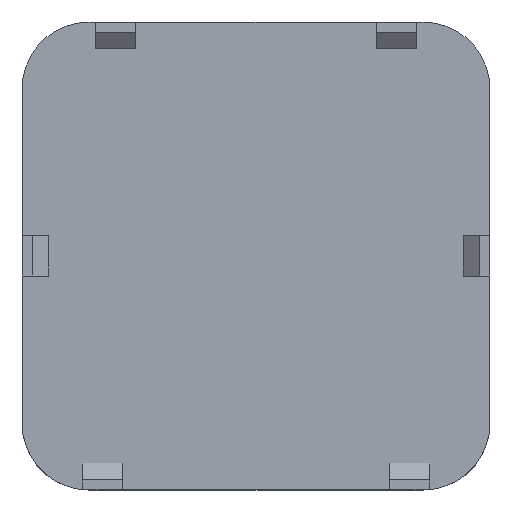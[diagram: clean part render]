
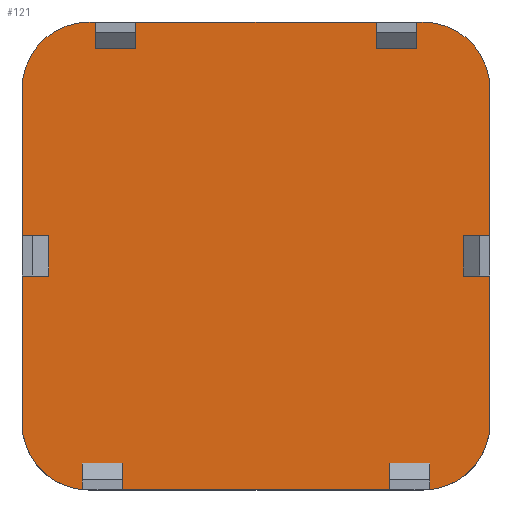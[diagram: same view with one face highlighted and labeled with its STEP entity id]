
A CAD part, top view. The second image highlights one B-rep face of the part: STEP entity #121.
In plain terms, the highlighted planar face has unit normal (0, 0, 1).
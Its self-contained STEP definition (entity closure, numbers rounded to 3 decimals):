
#21 = EDGE_CURVE('',#22,#24,#26,.T.);
#22 = VERTEX_POINT('',#23);
#23 = CARTESIAN_POINT('',(12.5,17.5,0.));
#24 = VERTEX_POINT('',#25);
#25 = CARTESIAN_POINT('',(12.,17.5,0.));
#26 = LINE('',#27,#28);
#27 = CARTESIAN_POINT('',(17.5,17.5,0.));
#28 = VECTOR('',#29,1.);
#29 = DIRECTION('',(-1.,0.,0.));
#48 = VERTEX_POINT('',#49);
#49 = CARTESIAN_POINT('',(-12.5,17.5,0.));
#55 = EDGE_CURVE('',#56,#48,#58,.T.);
#56 = VERTEX_POINT('',#57);
#57 = CARTESIAN_POINT('',(-12.,17.5,0.));
#58 = LINE('',#59,#60);
#59 = CARTESIAN_POINT('',(17.5,17.5,0.));
#60 = VECTOR('',#61,1.);
#61 = DIRECTION('',(-1.,0.,0.));
#80 = VERTEX_POINT('',#81);
#81 = CARTESIAN_POINT('',(-9.,17.5,0.));
#87 = EDGE_CURVE('',#88,#80,#90,.T.);
#88 = VERTEX_POINT('',#89);
#89 = CARTESIAN_POINT('',(9.,17.5,0.));
#90 = LINE('',#91,#92);
#91 = CARTESIAN_POINT('',(17.5,17.5,0.));
#92 = VECTOR('',#93,1.);
#93 = DIRECTION('',(-1.,0.,0.));
#121 = ADVANCED_FACE('',(#122),#341,.T.);
#122 = FACE_BOUND('',#123,.T.);
#123 = EDGE_LOOP('',(#124,#125,#134,#142,#150,#158,#166,#174,#183,#191,
    #199,#207,#215,#223,#231,#239,#248,#256,#264,#272,#280,#288,#295,
    #296,#304,#312,#318,#319,#327,#335));
#124 = ORIENTED_EDGE('',*,*,#55,.T.);
#125 = ORIENTED_EDGE('',*,*,#126,.T.);
#126 = EDGE_CURVE('',#48,#127,#129,.T.);
#127 = VERTEX_POINT('',#128);
#128 = CARTESIAN_POINT('',(-17.5,12.5,0.));
#129 = CIRCLE('',#130,5.);
#130 = AXIS2_PLACEMENT_3D('',#131,#132,#133);
#131 = CARTESIAN_POINT('',(-12.5,12.5,0.));
#132 = DIRECTION('',(0.,0.,1.));
#133 = DIRECTION('',(0.,1.,-0.));
#134 = ORIENTED_EDGE('',*,*,#135,.T.);
#135 = EDGE_CURVE('',#127,#136,#138,.T.);
#136 = VERTEX_POINT('',#137);
#137 = CARTESIAN_POINT('',(-17.5,1.5,0.));
#138 = LINE('',#139,#140);
#139 = CARTESIAN_POINT('',(-17.5,17.5,0.));
#140 = VECTOR('',#141,1.);
#141 = DIRECTION('',(0.,-1.,0.));
#142 = ORIENTED_EDGE('',*,*,#143,.F.);
#143 = EDGE_CURVE('',#144,#136,#146,.T.);
#144 = VERTEX_POINT('',#145);
#145 = CARTESIAN_POINT('',(-15.5,1.5,0.));
#146 = LINE('',#147,#148);
#147 = CARTESIAN_POINT('',(-15.5,1.5,0.));
#148 = VECTOR('',#149,1.);
#149 = DIRECTION('',(-1.,0.,0.));
#150 = ORIENTED_EDGE('',*,*,#151,.F.);
#151 = EDGE_CURVE('',#152,#144,#154,.T.);
#152 = VERTEX_POINT('',#153);
#153 = CARTESIAN_POINT('',(-15.5,-1.5,0.));
#154 = LINE('',#155,#156);
#155 = CARTESIAN_POINT('',(-15.5,-1.5,0.));
#156 = VECTOR('',#157,1.);
#157 = DIRECTION('',(0.,1.,0.));
#158 = ORIENTED_EDGE('',*,*,#159,.F.);
#159 = EDGE_CURVE('',#160,#152,#162,.T.);
#160 = VERTEX_POINT('',#161);
#161 = CARTESIAN_POINT('',(-17.5,-1.5,0.));
#162 = LINE('',#163,#164);
#163 = CARTESIAN_POINT('',(-17.5,-1.5,0.));
#164 = VECTOR('',#165,1.);
#165 = DIRECTION('',(1.,0.,0.));
#166 = ORIENTED_EDGE('',*,*,#167,.T.);
#167 = EDGE_CURVE('',#160,#168,#170,.T.);
#168 = VERTEX_POINT('',#169);
#169 = CARTESIAN_POINT('',(-17.5,-12.5,0.));
#170 = LINE('',#171,#172);
#171 = CARTESIAN_POINT('',(-17.5,17.5,0.));
#172 = VECTOR('',#173,1.);
#173 = DIRECTION('',(0.,-1.,0.));
#174 = ORIENTED_EDGE('',*,*,#175,.T.);
#175 = EDGE_CURVE('',#168,#176,#178,.T.);
#176 = VERTEX_POINT('',#177);
#177 = CARTESIAN_POINT('',(-13.,-17.475,0.));
#178 = CIRCLE('',#179,5.);
#179 = AXIS2_PLACEMENT_3D('',#180,#181,#182);
#180 = CARTESIAN_POINT('',(-12.5,-12.5,0.));
#181 = DIRECTION('',(0.,0.,1.));
#182 = DIRECTION('',(0.,1.,-0.));
#183 = ORIENTED_EDGE('',*,*,#184,.F.);
#184 = EDGE_CURVE('',#185,#176,#187,.T.);
#185 = VERTEX_POINT('',#186);
#186 = CARTESIAN_POINT('',(-13.,-15.5,0.));
#187 = LINE('',#188,#189);
#188 = CARTESIAN_POINT('',(-13.,-15.5,0.));
#189 = VECTOR('',#190,1.);
#190 = DIRECTION('',(0.,-1.,0.));
#191 = ORIENTED_EDGE('',*,*,#192,.F.);
#192 = EDGE_CURVE('',#193,#185,#195,.T.);
#193 = VERTEX_POINT('',#194);
#194 = CARTESIAN_POINT('',(-10.,-15.5,0.));
#195 = LINE('',#196,#197);
#196 = CARTESIAN_POINT('',(-10.,-15.5,0.));
#197 = VECTOR('',#198,1.);
#198 = DIRECTION('',(-1.,0.,0.));
#199 = ORIENTED_EDGE('',*,*,#200,.F.);
#200 = EDGE_CURVE('',#201,#193,#203,.T.);
#201 = VERTEX_POINT('',#202);
#202 = CARTESIAN_POINT('',(-10.,-17.5,0.));
#203 = LINE('',#204,#205);
#204 = CARTESIAN_POINT('',(-10.,-17.5,0.));
#205 = VECTOR('',#206,1.);
#206 = DIRECTION('',(0.,1.,0.));
#207 = ORIENTED_EDGE('',*,*,#208,.T.);
#208 = EDGE_CURVE('',#201,#209,#211,.T.);
#209 = VERTEX_POINT('',#210);
#210 = CARTESIAN_POINT('',(10.,-17.5,0.));
#211 = LINE('',#212,#213);
#212 = CARTESIAN_POINT('',(-17.5,-17.5,0.));
#213 = VECTOR('',#214,1.);
#214 = DIRECTION('',(1.,0.,0.));
#215 = ORIENTED_EDGE('',*,*,#216,.F.);
#216 = EDGE_CURVE('',#217,#209,#219,.T.);
#217 = VERTEX_POINT('',#218);
#218 = CARTESIAN_POINT('',(10.,-15.5,0.));
#219 = LINE('',#220,#221);
#220 = CARTESIAN_POINT('',(10.,-15.5,0.));
#221 = VECTOR('',#222,1.);
#222 = DIRECTION('',(0.,-1.,0.));
#223 = ORIENTED_EDGE('',*,*,#224,.F.);
#224 = EDGE_CURVE('',#225,#217,#227,.T.);
#225 = VERTEX_POINT('',#226);
#226 = CARTESIAN_POINT('',(13.,-15.5,0.));
#227 = LINE('',#228,#229);
#228 = CARTESIAN_POINT('',(13.,-15.5,0.));
#229 = VECTOR('',#230,1.);
#230 = DIRECTION('',(-1.,0.,0.));
#231 = ORIENTED_EDGE('',*,*,#232,.F.);
#232 = EDGE_CURVE('',#233,#225,#235,.T.);
#233 = VERTEX_POINT('',#234);
#234 = CARTESIAN_POINT('',(13.,-17.475,0.));
#235 = LINE('',#236,#237);
#236 = CARTESIAN_POINT('',(13.,-17.5,0.));
#237 = VECTOR('',#238,1.);
#238 = DIRECTION('',(0.,1.,0.));
#239 = ORIENTED_EDGE('',*,*,#240,.F.);
#240 = EDGE_CURVE('',#241,#233,#243,.T.);
#241 = VERTEX_POINT('',#242);
#242 = CARTESIAN_POINT('',(17.5,-12.5,0.));
#243 = CIRCLE('',#244,5.);
#244 = AXIS2_PLACEMENT_3D('',#245,#246,#247);
#245 = CARTESIAN_POINT('',(12.5,-12.5,0.));
#246 = DIRECTION('',(0.,-0.,-1.));
#247 = DIRECTION('',(0.,1.,-0.));
#248 = ORIENTED_EDGE('',*,*,#249,.T.);
#249 = EDGE_CURVE('',#241,#250,#252,.T.);
#250 = VERTEX_POINT('',#251);
#251 = CARTESIAN_POINT('',(17.5,-1.5,0.));
#252 = LINE('',#253,#254);
#253 = CARTESIAN_POINT('',(17.5,-17.5,0.));
#254 = VECTOR('',#255,1.);
#255 = DIRECTION('',(0.,1.,0.));
#256 = ORIENTED_EDGE('',*,*,#257,.F.);
#257 = EDGE_CURVE('',#258,#250,#260,.T.);
#258 = VERTEX_POINT('',#259);
#259 = CARTESIAN_POINT('',(15.5,-1.5,0.));
#260 = LINE('',#261,#262);
#261 = CARTESIAN_POINT('',(15.5,-1.5,0.));
#262 = VECTOR('',#263,1.);
#263 = DIRECTION('',(1.,0.,0.));
#264 = ORIENTED_EDGE('',*,*,#265,.F.);
#265 = EDGE_CURVE('',#266,#258,#268,.T.);
#266 = VERTEX_POINT('',#267);
#267 = CARTESIAN_POINT('',(15.5,1.5,0.));
#268 = LINE('',#269,#270);
#269 = CARTESIAN_POINT('',(15.5,1.5,0.));
#270 = VECTOR('',#271,1.);
#271 = DIRECTION('',(0.,-1.,0.));
#272 = ORIENTED_EDGE('',*,*,#273,.F.);
#273 = EDGE_CURVE('',#274,#266,#276,.T.);
#274 = VERTEX_POINT('',#275);
#275 = CARTESIAN_POINT('',(17.5,1.5,0.));
#276 = LINE('',#277,#278);
#277 = CARTESIAN_POINT('',(17.5,1.5,0.));
#278 = VECTOR('',#279,1.);
#279 = DIRECTION('',(-1.,0.,0.));
#280 = ORIENTED_EDGE('',*,*,#281,.T.);
#281 = EDGE_CURVE('',#274,#282,#284,.T.);
#282 = VERTEX_POINT('',#283);
#283 = CARTESIAN_POINT('',(17.5,12.5,0.));
#284 = LINE('',#285,#286);
#285 = CARTESIAN_POINT('',(17.5,-17.5,0.));
#286 = VECTOR('',#287,1.);
#287 = DIRECTION('',(0.,1.,0.));
#288 = ORIENTED_EDGE('',*,*,#289,.F.);
#289 = EDGE_CURVE('',#22,#282,#290,.T.);
#290 = CIRCLE('',#291,5.);
#291 = AXIS2_PLACEMENT_3D('',#292,#293,#294);
#292 = CARTESIAN_POINT('',(12.5,12.5,0.));
#293 = DIRECTION('',(0.,-0.,-1.));
#294 = DIRECTION('',(0.,1.,-0.));
#295 = ORIENTED_EDGE('',*,*,#21,.T.);
#296 = ORIENTED_EDGE('',*,*,#297,.F.);
#297 = EDGE_CURVE('',#298,#24,#300,.T.);
#298 = VERTEX_POINT('',#299);
#299 = CARTESIAN_POINT('',(12.,15.5,0.));
#300 = LINE('',#301,#302);
#301 = CARTESIAN_POINT('',(12.,15.5,0.));
#302 = VECTOR('',#303,1.);
#303 = DIRECTION('',(0.,1.,0.));
#304 = ORIENTED_EDGE('',*,*,#305,.F.);
#305 = EDGE_CURVE('',#306,#298,#308,.T.);
#306 = VERTEX_POINT('',#307);
#307 = CARTESIAN_POINT('',(9.,15.5,0.));
#308 = LINE('',#309,#310);
#309 = CARTESIAN_POINT('',(9.,15.5,0.));
#310 = VECTOR('',#311,1.);
#311 = DIRECTION('',(1.,0.,0.));
#312 = ORIENTED_EDGE('',*,*,#313,.F.);
#313 = EDGE_CURVE('',#88,#306,#314,.T.);
#314 = LINE('',#315,#316);
#315 = CARTESIAN_POINT('',(9.,17.5,0.));
#316 = VECTOR('',#317,1.);
#317 = DIRECTION('',(0.,-1.,0.));
#318 = ORIENTED_EDGE('',*,*,#87,.T.);
#319 = ORIENTED_EDGE('',*,*,#320,.F.);
#320 = EDGE_CURVE('',#321,#80,#323,.T.);
#321 = VERTEX_POINT('',#322);
#322 = CARTESIAN_POINT('',(-9.,15.5,0.));
#323 = LINE('',#324,#325);
#324 = CARTESIAN_POINT('',(-9.,15.5,0.));
#325 = VECTOR('',#326,1.);
#326 = DIRECTION('',(0.,1.,0.));
#327 = ORIENTED_EDGE('',*,*,#328,.F.);
#328 = EDGE_CURVE('',#329,#321,#331,.T.);
#329 = VERTEX_POINT('',#330);
#330 = CARTESIAN_POINT('',(-12.,15.5,0.));
#331 = LINE('',#332,#333);
#332 = CARTESIAN_POINT('',(-12.,15.5,0.));
#333 = VECTOR('',#334,1.);
#334 = DIRECTION('',(1.,0.,0.));
#335 = ORIENTED_EDGE('',*,*,#336,.F.);
#336 = EDGE_CURVE('',#56,#329,#337,.T.);
#337 = LINE('',#338,#339);
#338 = CARTESIAN_POINT('',(-12.,17.5,0.));
#339 = VECTOR('',#340,1.);
#340 = DIRECTION('',(0.,-1.,0.));
#341 = PLANE('',#342);
#342 = AXIS2_PLACEMENT_3D('',#343,#344,#345);
#343 = CARTESIAN_POINT('',(0.,0.,0.));
#344 = DIRECTION('',(0.,0.,1.));
#345 = DIRECTION('',(1.,0.,0.));
